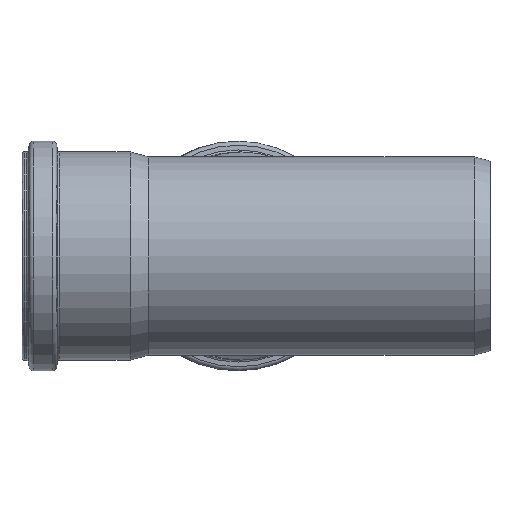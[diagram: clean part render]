
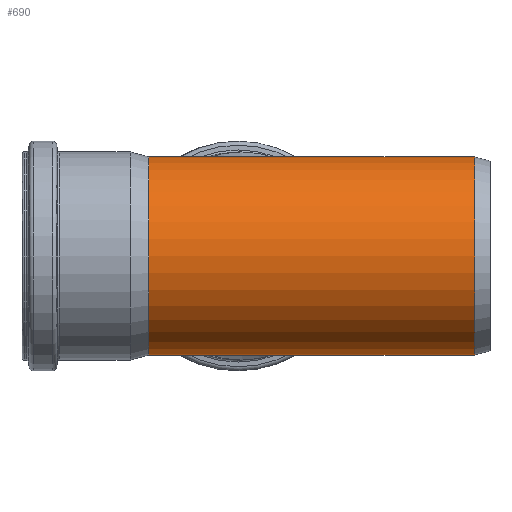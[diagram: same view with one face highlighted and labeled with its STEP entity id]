
A CAD part, left-side view. The second image highlights one B-rep face of the part: STEP entity #690.
In plain terms, the highlighted cylindrical face has radius 45.1 mm (diameter 90.2 mm), a full revolution.
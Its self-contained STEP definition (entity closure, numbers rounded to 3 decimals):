
#26=B_SPLINE_CURVE_WITH_KNOTS('',3,(#1384,#1385,#1386,#1387,#1388,#1389,
#1390,#1391,#1392,#1393,#1394,#1395,#1396,#1397,#1398,#1399,#1400,#1401,
#1402,#1403,#1404,#1405,#1406,#1407,#1408,#1409,#1410,#1411,#1412,#1413,
#1414,#1415,#1416,#1417),.UNSPECIFIED.,.F.,.F.,(4,2,1,1,1,1,1,1,1,1,1,1,
1,1,1,1,1,1,1,1,1,1,1,1,1,1,1,1,2,4),(-23.081,-23.076,
-21.922,-20.769,-19.615,-18.461,
-16.923,-15.384,-14.615,-13.846,
-13.269,-12.692,-12.115,-11.538,
-10.961,-10.384,-9.807,-9.231,
-7.692,-6.923,-6.154,-5.769,
-5.384,-5.,-4.615,-3.461,
-2.308,-1.154,0.,0.004),
 .UNSPECIFIED.);
#28=B_SPLINE_CURVE_WITH_KNOTS('',3,(#1532,#1533,#1534,#1535,#1536,#1537,
#1538,#1539,#1540,#1541,#1542,#1543,#1544,#1545,#1546,#1547,#1548,#1549,
#1550,#1551),.UNSPECIFIED.,.F.,.F.,(4,2,1,1,1,1,1,1,1,1,1,1,1,1,2,4),(-14.886,
-14.88,-13.392,-11.904,-10.416,
-8.928,-8.184,-7.44,-6.696,
-5.952,-4.464,-3.72,-2.976,
-1.488,0.,0.006),.UNSPECIFIED.);
#47=CYLINDRICAL_SURFACE('',#763,45.1);
#70=FACE_BOUND('',#205,.T.);
#71=FACE_BOUND('',#206,.T.);
#133=FACE_OUTER_BOUND('',#204,.T.);
#204=EDGE_LOOP('',(#537));
#205=EDGE_LOOP('',(#538,#539));
#206=EDGE_LOOP('',(#540));
#324=CIRCLE('',#764,45.1);
#325=CIRCLE('',#765,45.1);
#391=VERTEX_POINT('',#1382);
#392=VERTEX_POINT('',#1383);
#393=VERTEX_POINT('',#1573);
#394=VERTEX_POINT('',#1575);
#458=EDGE_CURVE('',#391,#392,#26,.T.);
#460=EDGE_CURVE('',#392,#391,#28,.T.);
#462=EDGE_CURVE('',#393,#393,#324,.T.);
#463=EDGE_CURVE('',#394,#394,#325,.T.);
#537=ORIENTED_EDGE('',*,*,#462,.F.);
#538=ORIENTED_EDGE('',*,*,#460,.F.);
#539=ORIENTED_EDGE('',*,*,#458,.F.);
#540=ORIENTED_EDGE('',*,*,#463,.T.);
#690=ADVANCED_FACE('',(#133,#70,#71),#47,.T.);
#763=AXIS2_PLACEMENT_3D('',#1572,#905,#906);
#764=AXIS2_PLACEMENT_3D('',#1574,#907,#908);
#765=AXIS2_PLACEMENT_3D('',#1576,#909,#910);
#905=DIRECTION('center_axis',(0.,-1.,0.));
#906=DIRECTION('ref_axis',(1.,0.,0.));
#907=DIRECTION('center_axis',(0.,-1.,0.));
#908=DIRECTION('ref_axis',(1.,0.,0.));
#909=DIRECTION('center_axis',(0.,-1.,0.));
#910=DIRECTION('ref_axis',(1.,0.,0.));
#1382=CARTESIAN_POINT('',(0.,72.074,-45.1));
#1383=CARTESIAN_POINT('',(0.,72.074,45.1));
#1384=CARTESIAN_POINT('Ctrl Pts',(0.,72.074,-45.1));
#1385=CARTESIAN_POINT('Ctrl Pts',(0.005,72.088,
-45.1));
#1386=CARTESIAN_POINT('Ctrl Pts',(0.01,72.101,
-45.1));
#1387=CARTESIAN_POINT('Ctrl Pts',(1.312,75.725,-45.1));
#1388=CARTESIAN_POINT('Ctrl Pts',(4.069,82.911,-44.987));
#1389=CARTESIAN_POINT('Ctrl Pts',(8.643,93.504,-44.353));
#1390=CARTESIAN_POINT('Ctrl Pts',(13.597,103.85,-43.111));
#1391=CARTESIAN_POINT('Ctrl Pts',(19.431,114.973,-40.894));
#1392=CARTESIAN_POINT('Ctrl Pts',(26.222,126.749,-37.064));
#1393=CARTESIAN_POINT('Ctrl Pts',(32.421,136.545,-31.707));
#1394=CARTESIAN_POINT('Ctrl Pts',(37.087,143.523,-25.885));
#1395=CARTESIAN_POINT('Ctrl Pts',(39.983,147.714,-21.112));
#1396=CARTESIAN_POINT('Ctrl Pts',(42.234,150.897,-16.095));
#1397=CARTESIAN_POINT('Ctrl Pts',(43.825,153.11,-11.091));
#1398=CARTESIAN_POINT('Ctrl Pts',(44.861,154.535,-5.666));
#1399=CARTESIAN_POINT('Ctrl Pts',(45.218,155.023,-0.018));
#1400=CARTESIAN_POINT('Ctrl Pts',(44.865,154.541,5.635));
#1401=CARTESIAN_POINT('Ctrl Pts',(43.831,153.119,11.062));
#1402=CARTESIAN_POINT('Ctrl Pts',(42.251,150.92,16.056));
#1403=CARTESIAN_POINT('Ctrl Pts',(39.071,146.425,23.142));
#1404=CARTESIAN_POINT('Ctrl Pts',(34.805,140.181,29.049));
#1405=CARTESIAN_POINT('Ctrl Pts',(29.927,132.604,33.862));
#1406=CARTESIAN_POINT('Ctrl Pts',(26.842,127.609,36.296));
#1407=CARTESIAN_POINT('Ctrl Pts',(24.367,123.461,37.972));
#1408=CARTESIAN_POINT('Ctrl Pts',(22.521,120.292,39.094));
#1409=CARTESIAN_POINT('Ctrl Pts',(20.688,117.068,40.093));
#1410=CARTESIAN_POINT('Ctrl Pts',(17.673,111.62,41.562));
#1411=CARTESIAN_POINT('Ctrl Pts',(13.589,103.835,43.114));
#1412=CARTESIAN_POINT('Ctrl Pts',(8.639,93.497,44.353));
#1413=CARTESIAN_POINT('Ctrl Pts',(4.068,82.909,44.987));
#1414=CARTESIAN_POINT('Ctrl Pts',(1.312,75.725,45.1));
#1415=CARTESIAN_POINT('Ctrl Pts',(0.01,72.101,45.1));
#1416=CARTESIAN_POINT('Ctrl Pts',(0.005,72.088,
45.1));
#1417=CARTESIAN_POINT('Ctrl Pts',(0.,72.074,
45.1));
#1532=CARTESIAN_POINT('Ctrl Pts',(0.,72.074,
45.1));
#1533=CARTESIAN_POINT('Ctrl Pts',(0.019,72.068,45.1));
#1534=CARTESIAN_POINT('Ctrl Pts',(0.038,72.062,45.1));
#1535=CARTESIAN_POINT('Ctrl Pts',(4.677,70.514,45.094));
#1536=CARTESIAN_POINT('Ctrl Pts',(13.912,67.34,43.652));
#1537=CARTESIAN_POINT('Ctrl Pts',(26.479,62.733,37.401));
#1538=CARTESIAN_POINT('Ctrl Pts',(36.747,58.717,27.44));
#1539=CARTESIAN_POINT('Ctrl Pts',(42.377,56.39,16.708));
#1540=CARTESIAN_POINT('Ctrl Pts',(44.708,55.409,7.279));
#1541=CARTESIAN_POINT('Ctrl Pts',(45.297,55.158,0.002));
#1542=CARTESIAN_POINT('Ctrl Pts',(44.704,55.41,-7.283));
#1543=CARTESIAN_POINT('Ctrl Pts',(42.387,56.386,-16.698));
#1544=CARTESIAN_POINT('Ctrl Pts',(37.86,58.256,-25.304));
#1545=CARTESIAN_POINT('Ctrl Pts',(31.625,60.721,-32.411));
#1546=CARTESIAN_POINT('Ctrl Pts',(24.37,63.505,-38.454));
#1547=CARTESIAN_POINT('Ctrl Pts',(13.922,67.337,-43.642));
#1548=CARTESIAN_POINT('Ctrl Pts',(4.674,70.515,-45.097));
#1549=CARTESIAN_POINT('Ctrl Pts',(0.038,72.062,-45.1));
#1550=CARTESIAN_POINT('Ctrl Pts',(0.019,72.068,-45.1));
#1551=CARTESIAN_POINT('Ctrl Pts',(0.,72.074,
-45.1));
#1572=CARTESIAN_POINT('Origin',(0.,81.196,0.));
#1573=CARTESIAN_POINT('',(45.1,7.,0.));
#1574=CARTESIAN_POINT('Origin',(0.,7.,0.));
#1575=CARTESIAN_POINT('',(45.1,155.392,0.));
#1576=CARTESIAN_POINT('Origin',(0.,155.392,0.));
